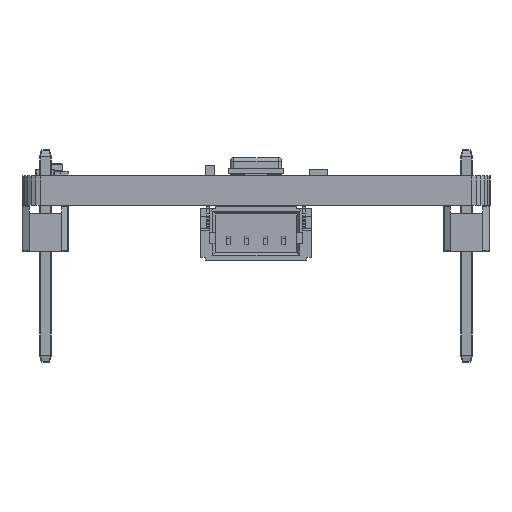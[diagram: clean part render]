
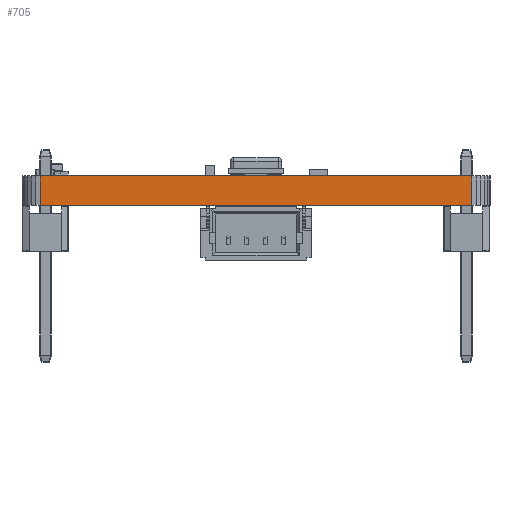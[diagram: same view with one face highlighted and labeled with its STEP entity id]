
A CAD part, front view. The second image highlights one B-rep face of the part: STEP entity #705.
In plain terms, the highlighted planar face has unit normal (0, -1, 0).
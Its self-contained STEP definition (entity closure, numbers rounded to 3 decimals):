
#680 = VERTEX_POINT('',#681);
#681 = CARTESIAN_POINT('',(11.7,-12.7,-1.6));
#687 = EDGE_CURVE('',#688,#680,#690,.T.);
#688 = VERTEX_POINT('',#689);
#689 = CARTESIAN_POINT('',(11.7,-12.7,0.));
#690 = LINE('',#691,#692);
#691 = CARTESIAN_POINT('',(11.7,-12.7,0.));
#692 = VECTOR('',#693,1.);
#693 = DIRECTION('',(0.,0.,-1.));
#705 = ADVANCED_FACE('',(#706),#731,.F.);
#706 = FACE_BOUND('',#707,.F.);
#707 = EDGE_LOOP('',(#708,#709,#717,#725));
#708 = ORIENTED_EDGE('',*,*,#687,.T.);
#709 = ORIENTED_EDGE('',*,*,#710,.T.);
#710 = EDGE_CURVE('',#680,#711,#713,.T.);
#711 = VERTEX_POINT('',#712);
#712 = CARTESIAN_POINT('',(-11.7,-12.7,-1.6));
#713 = LINE('',#714,#715);
#714 = CARTESIAN_POINT('',(11.7,-12.7,-1.6));
#715 = VECTOR('',#716,1.);
#716 = DIRECTION('',(-1.,0.,0.));
#717 = ORIENTED_EDGE('',*,*,#718,.F.);
#718 = EDGE_CURVE('',#719,#711,#721,.T.);
#719 = VERTEX_POINT('',#720);
#720 = CARTESIAN_POINT('',(-11.7,-12.7,0.));
#721 = LINE('',#722,#723);
#722 = CARTESIAN_POINT('',(-11.7,-12.7,0.));
#723 = VECTOR('',#724,1.);
#724 = DIRECTION('',(0.,0.,-1.));
#725 = ORIENTED_EDGE('',*,*,#726,.F.);
#726 = EDGE_CURVE('',#688,#719,#727,.T.);
#727 = LINE('',#728,#729);
#728 = CARTESIAN_POINT('',(11.7,-12.7,0.));
#729 = VECTOR('',#730,1.);
#730 = DIRECTION('',(-1.,0.,0.));
#731 = PLANE('',#732);
#732 = AXIS2_PLACEMENT_3D('',#733,#734,#735);
#733 = CARTESIAN_POINT('',(11.7,-12.7,0.));
#734 = DIRECTION('',(0.,1.,0.));
#735 = DIRECTION('',(-1.,0.,0.));
